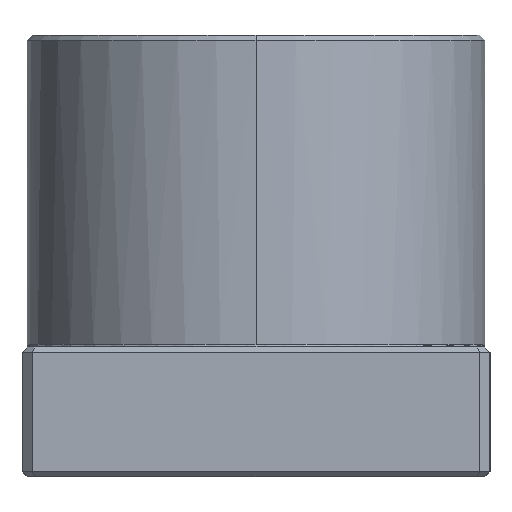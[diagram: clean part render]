
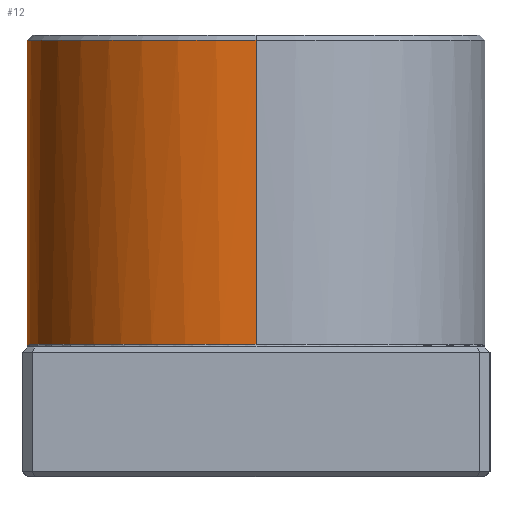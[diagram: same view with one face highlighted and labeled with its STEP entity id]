
A CAD part, left-side view. The second image highlights one B-rep face of the part: STEP entity #12.
In plain terms, the highlighted cylindrical face has radius 44 mm (diameter 88 mm), a partial arc.
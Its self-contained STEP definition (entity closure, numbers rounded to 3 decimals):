
#11 = B_SPLINE_CURVE_WITH_KNOTS ( 'NONE', 3,
 ( #2509, #812, #1037, #1054, #2758, #1301, #3010, #1540 ),
 .UNSPECIFIED., .F., .F.,
 ( 4, 2, 2, 4 ),
 ( 0., 0.003, 0.005, 0.007 ),
 .UNSPECIFIED. ) ;
#12 = ADVANCED_FACE ( 'NONE', ( #1801 ), #1720, .T. ) ;
#36 = EDGE_CURVE ( 'NONE', #731, #1252, #347, .T. ) ;
#171 = CARTESIAN_POINT ( 'NONE',  ( 44., 0., 84. ) ) ;
#206 = CARTESIAN_POINT ( 'NONE',  ( 0., 0., 85. ) ) ;
#276 = EDGE_CURVE ( 'NONE', #731, #2799, #567, .T. ) ;
#327 = CARTESIAN_POINT ( 'NONE',  ( 5.484, 43.66, 25.48 ) ) ;
#347 = CIRCLE ( 'NONE', #2946, 44. ) ;
#348 = CARTESIAN_POINT ( 'NONE',  ( 6.577, 43.506, 25.5 ) ) ;
#375 = VERTEX_POINT ( 'NONE', #2237 ) ;
#449 = EDGE_CURVE ( 'NONE', #2855, #2799, #3198, .T. ) ;
#460 = DIRECTION ( 'NONE',  ( -1., 0., 0. ) ) ;
#549 = DIRECTION ( 'NONE',  ( 0., 0., 1. ) ) ;
#567 = LINE ( 'NONE', #622, #713 ) ;
#580 = ORIENTED_EDGE ( 'NONE', *, *, #449, .T. ) ;
#587 = CARTESIAN_POINT ( 'NONE',  ( 3.842, 43.835, 25.378 ) ) ;
#621 = EDGE_CURVE ( 'NONE', #1789, #2855, #11, .T. ) ;
#622 = CARTESIAN_POINT ( 'NONE',  ( -44., 0., 85. ) ) ;
#630 = CARTESIAN_POINT ( 'NONE',  ( 44., 0., 85. ) ) ;
#713 = VECTOR ( 'NONE', #2308, 1000. ) ;
#714 = DIRECTION ( 'NONE',  ( 0., 0., -1. ) ) ;
#731 = VERTEX_POINT ( 'NONE', #2552 ) ;
#773 = EDGE_CURVE ( 'NONE', #804, #1789, #2280, .T. ) ;
#804 = VERTEX_POINT ( 'NONE', #348 ) ;
#805 = AXIS2_PLACEMENT_3D ( 'NONE', #2302, #851, #2559 ) ;
#812 = CARTESIAN_POINT ( 'NONE',  ( -1.098, 44., 25.118 ) ) ;
#829 = CARTESIAN_POINT ( 'NONE',  ( 1.097, 44., 25.118 ) ) ;
#851 = DIRECTION ( 'NONE',  ( 0., 0., 1. ) ) ;
#906 = CARTESIAN_POINT ( 'NONE',  ( -6.577, 43.506, 25.5 ) ) ;
#908 = ORIENTED_EDGE ( 'NONE', *, *, #940, .T. ) ;
#932 = LINE ( 'NONE', #630, #2150 ) ;
#940 = EDGE_CURVE ( 'NONE', #1252, #375, #932, .T. ) ;
#1021 = CARTESIAN_POINT ( 'NONE',  ( 0., 0., 84. ) ) ;
#1037 = CARTESIAN_POINT ( 'NONE',  ( -2.196, 43.959, 25.236 ) ) ;
#1054 = CARTESIAN_POINT ( 'NONE',  ( -3.842, 43.835, 25.378 ) ) ;
#1252 = VERTEX_POINT ( 'NONE', #171 ) ;
#1264 = DIRECTION ( 'NONE',  ( 1., 0., 0. ) ) ;
#1301 = CARTESIAN_POINT ( 'NONE',  ( -5.484, 43.66, 25.48 ) ) ;
#1456 = AXIS2_PLACEMENT_3D ( 'NONE', #2004, #549, #2241 ) ;
#1540 = CARTESIAN_POINT ( 'NONE',  ( -6.577, 43.506, 25.5 ) ) ;
#1549 = CARTESIAN_POINT ( 'NONE',  ( 6.577, 43.506, 25.5 ) ) ;
#1595 = ORIENTED_EDGE ( 'NONE', *, *, #773, .T. ) ;
#1720 = CYLINDRICAL_SURFACE ( 'NONE', #2779, 44. ) ;
#1789 = VERTEX_POINT ( 'NONE', #2752 ) ;
#1792 = CARTESIAN_POINT ( 'NONE',  ( 6.031, 43.588, 25.5 ) ) ;
#1801 = FACE_OUTER_BOUND ( 'NONE', #2209, .T. ) ;
#1827 = ORIENTED_EDGE ( 'NONE', *, *, #621, .T. ) ;
#1904 = ORIENTED_EDGE ( 'NONE', *, *, #276, .F. ) ;
#2004 = CARTESIAN_POINT ( 'NONE',  ( 0., 0., 25.5 ) ) ;
#2038 = CARTESIAN_POINT ( 'NONE',  ( 4.39, 43.784, 25.419 ) ) ;
#2150 = VECTOR ( 'NONE', #2995, 1000. ) ;
#2209 = EDGE_LOOP ( 'NONE', ( #3104, #908, #2706, #1595, #1827, #580, #1904 ) ) ;
#2237 = CARTESIAN_POINT ( 'NONE',  ( 44., 0., 25.5 ) ) ;
#2241 = DIRECTION ( 'NONE',  ( 1., 0., 0. ) ) ;
#2271 = CARTESIAN_POINT ( 'NONE',  ( 2.196, 43.959, 25.236 ) ) ;
#2280 = B_SPLINE_CURVE_WITH_KNOTS ( 'NONE', 3,
 ( #1549, #1792, #327, #2038, #587, #2271, #829, #2527 ),
 .UNSPECIFIED., .F., .F.,
 ( 4, 2, 2, 4 ),
 ( 0., 0.002, 0.003, 0.007 ),
 .UNSPECIFIED. ) ;
#2302 = CARTESIAN_POINT ( 'NONE',  ( 0., 0., 25.5 ) ) ;
#2308 = DIRECTION ( 'NONE',  ( 0., 0., -1. ) ) ;
#2509 = CARTESIAN_POINT ( 'NONE',  ( 0., 44., 25. ) ) ;
#2527 = CARTESIAN_POINT ( 'NONE',  ( 0., 44., 25. ) ) ;
#2552 = CARTESIAN_POINT ( 'NONE',  ( -44., 0., 84. ) ) ;
#2559 = DIRECTION ( 'NONE',  ( 1., 0., 0. ) ) ;
#2640 = CIRCLE ( 'NONE', #1456, 44. ) ;
#2706 = ORIENTED_EDGE ( 'NONE', *, *, #3159, .T. ) ;
#2731 = DIRECTION ( 'NONE',  ( 0., 0., -1. ) ) ;
#2752 = CARTESIAN_POINT ( 'NONE',  ( 0., 44., 25. ) ) ;
#2758 = CARTESIAN_POINT ( 'NONE',  ( -4.39, 43.784, 25.419 ) ) ;
#2779 = AXIS2_PLACEMENT_3D ( 'NONE', #206, #714, #460 ) ;
#2799 = VERTEX_POINT ( 'NONE', #3096 ) ;
#2855 = VERTEX_POINT ( 'NONE', #906 ) ;
#2946 = AXIS2_PLACEMENT_3D ( 'NONE', #1021, #2731, #1264 ) ;
#2995 = DIRECTION ( 'NONE',  ( 0., 0., -1. ) ) ;
#3010 = CARTESIAN_POINT ( 'NONE',  ( -6.031, 43.588, 25.5 ) ) ;
#3096 = CARTESIAN_POINT ( 'NONE',  ( -44., 0., 25.5 ) ) ;
#3104 = ORIENTED_EDGE ( 'NONE', *, *, #36, .T. ) ;
#3159 = EDGE_CURVE ( 'NONE', #375, #804, #2640, .T. ) ;
#3198 = CIRCLE ( 'NONE', #805, 44. ) ;
